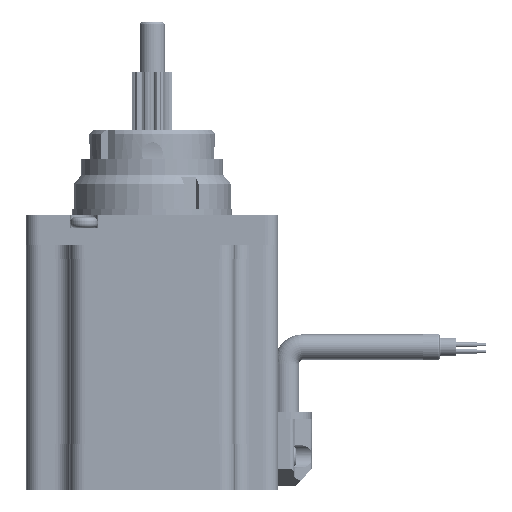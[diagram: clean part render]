
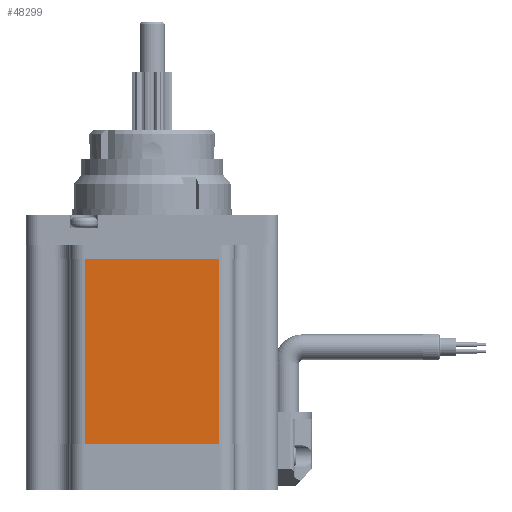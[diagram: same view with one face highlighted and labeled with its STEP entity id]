
A CAD part, left-side view. The second image highlights one B-rep face of the part: STEP entity #48299.
In plain terms, the highlighted face is planar.
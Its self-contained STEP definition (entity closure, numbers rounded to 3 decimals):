
#3658 = DIRECTION ( 'NONE',  ( 0., 0., -1. ) ) ;
#7209 = CARTESIAN_POINT ( 'NONE',  ( 30., 16., 0. ) ) ;
#7646 = VERTEX_POINT ( 'NONE', #7209 ) ;
#8319 = VERTEX_POINT ( 'NONE', #73487 ) ;
#15789 = ORIENTED_EDGE ( 'NONE', *, *, #65302, .F. ) ;
#16747 = EDGE_CURVE ( 'NONE', #92831, #99936, #49678, .T. ) ;
#19748 = DIRECTION ( 'NONE',  ( 0., 0., 1. ) ) ;
#27893 = CARTESIAN_POINT ( 'NONE',  ( 30., 16., 44. ) ) ;
#29939 = CARTESIAN_POINT ( 'NONE',  ( 30., -16., 0. ) ) ;
#32844 = EDGE_CURVE ( 'NONE', #92831, #8319, #96998, .T. ) ;
#37566 = PLANE ( 'NONE',  #93284 ) ;
#39405 = CARTESIAN_POINT ( 'NONE',  ( 30., -16., 44. ) ) ;
#42879 = ORIENTED_EDGE ( 'NONE', *, *, #32844, .F. ) ;
#46400 = LINE ( 'NONE', #100369, #118529 ) ;
#48002 = CARTESIAN_POINT ( 'NONE',  ( 30., -16., 44. ) ) ;
#48299 = ADVANCED_FACE ( 'NONE', ( #105569 ), #37566, .F. ) ;
#49272 = VECTOR ( 'NONE', #96509, 1000. ) ;
#49678 = LINE ( 'NONE', #88253, #93502 ) ;
#54998 = DIRECTION ( 'NONE',  ( 0., 1., 0. ) ) ;
#65302 = EDGE_CURVE ( 'NONE', #8319, #7646, #111858, .T. ) ;
#71019 = ORIENTED_EDGE ( 'NONE', *, *, #16747, .T. ) ;
#73487 = CARTESIAN_POINT ( 'NONE',  ( 30., 16., 44. ) ) ;
#78614 = DIRECTION ( 'NONE',  ( 0., 1., 0. ) ) ;
#81682 = EDGE_CURVE ( 'NONE', #99936, #7646, #46400, .T. ) ;
#88253 = CARTESIAN_POINT ( 'NONE',  ( 30., -16., 44. ) ) ;
#92062 = ORIENTED_EDGE ( 'NONE', *, *, #81682, .T. ) ;
#92831 = VERTEX_POINT ( 'NONE', #117692 ) ;
#93284 = AXIS2_PLACEMENT_3D ( 'NONE', #39405, #95171, #19748 ) ;
#93502 = VECTOR ( 'NONE', #3658, 1000. ) ;
#95171 = DIRECTION ( 'NONE',  ( -1., 0., 0. ) ) ;
#96509 = DIRECTION ( 'NONE',  ( 0., 0., -1. ) ) ;
#96998 = LINE ( 'NONE', #48002, #100290 ) ;
#99173 = EDGE_LOOP ( 'NONE', ( #92062, #15789, #42879, #71019 ) ) ;
#99936 = VERTEX_POINT ( 'NONE', #29939 ) ;
#100290 = VECTOR ( 'NONE', #78614, 1000. ) ;
#100369 = CARTESIAN_POINT ( 'NONE',  ( 30., -16., 0. ) ) ;
#105569 = FACE_OUTER_BOUND ( 'NONE', #99173, .T. ) ;
#111858 = LINE ( 'NONE', #27893, #49272 ) ;
#117692 = CARTESIAN_POINT ( 'NONE',  ( 30., -16., 44. ) ) ;
#118529 = VECTOR ( 'NONE', #54998, 1000. ) ;
